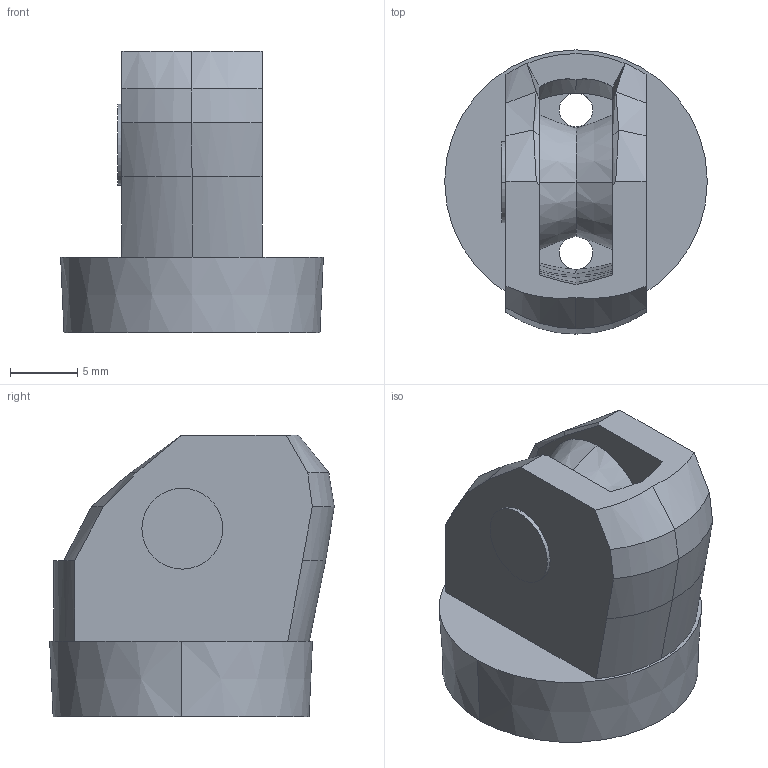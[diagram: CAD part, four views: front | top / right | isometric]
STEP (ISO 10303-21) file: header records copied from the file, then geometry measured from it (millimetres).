
FILE_DESCRIPTION (( 'STEP AP203' ), '1' );
FILE_NAME ('Kciuk_Finger2_Domyœlna_sldprt.STEP', '2020-06-09T22:46:23', ( '' ), ( '' ), 'SwSTEP 2.0', 'SolidWorks 2018', '' );
FILE_SCHEMA (( 'CONFIG_CONTROL_DESIGN' ));
Length unit declared in the file: millimetre
Products named in the file (1): Kciuk_Finger2_Domyœlna_sldprt
Bounding box: 19.5 x 21.12 x 20.9 mm (x, y, z)
Volume: 3241.8 mm3; surface area: 2364.4 mm2
Topology: 1 solids, 1 shells, 61 faces, 155 edges, 97 vertices
Faces by surface type: bspline 32, cylinder 12, plane 11, cone 6
Entity records: 2163 total; most frequent: CARTESIAN_POINT 642, ORIENTED_EDGE 310, DIRECTION 280, EDGE_CURVE 155, VERTEX_POINT 97, AXIS2_PLACEMENT_3D 95, VECTOR 90, LINE 90
